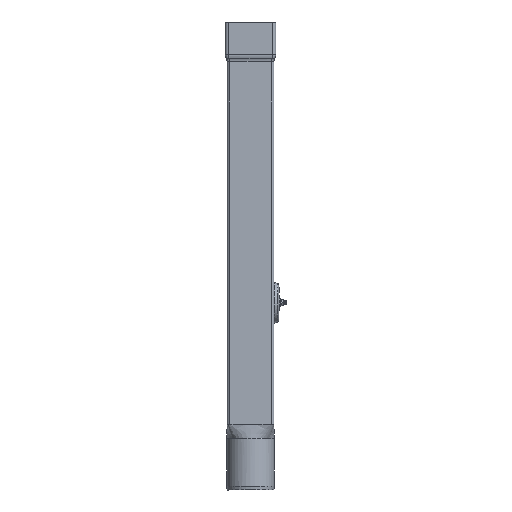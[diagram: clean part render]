
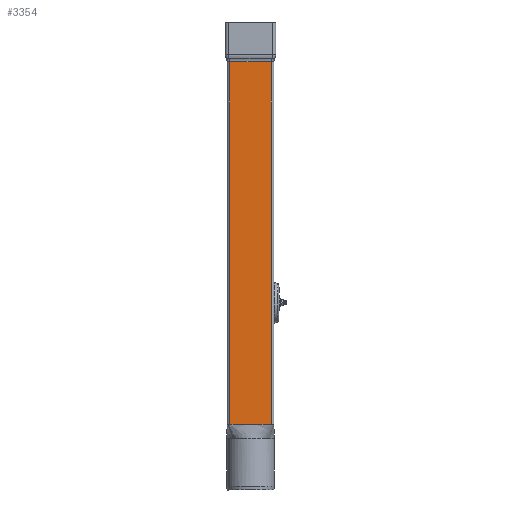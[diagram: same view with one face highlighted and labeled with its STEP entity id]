
A CAD part, left-side view. The second image highlights one B-rep face of the part: STEP entity #3354.
In plain terms, the highlighted planar face has unit normal (-1, 0, 0).
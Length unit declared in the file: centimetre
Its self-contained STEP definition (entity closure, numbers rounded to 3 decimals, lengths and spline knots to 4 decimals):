
#229=PLANE('',#4136);
#609=FACE_OUTER_BOUND('',#864,.T.);
#864=EDGE_LOOP('',(#2297,#2298,#2299,#2300,#2301,#2302));
#1118=VERTEX_POINT('',#5768);
#1119=VERTEX_POINT('',#5770);
#1194=VERTEX_POINT('',#6742);
#1195=VERTEX_POINT('',#6746);
#1196=VERTEX_POINT('',#6748);
#1197=VERTEX_POINT('',#6750);
#1473=EDGE_CURVE('',#1118,#1119,#3573,.T.);
#1602=EDGE_CURVE('',#1119,#1194,#3635,.T.);
#1604=EDGE_CURVE('',#1195,#1118,#3636,.T.);
#1605=EDGE_CURVE('',#1196,#1195,#3637,.T.);
#1606=EDGE_CURVE('',#1197,#1196,#3638,.T.);
#1607=EDGE_CURVE('',#1194,#1197,#3639,.T.);
#2297=ORIENTED_EDGE('',*,*,#1604,.F.);
#2298=ORIENTED_EDGE('',*,*,#1605,.F.);
#2299=ORIENTED_EDGE('',*,*,#1606,.F.);
#2300=ORIENTED_EDGE('',*,*,#1607,.F.);
#2301=ORIENTED_EDGE('',*,*,#1602,.F.);
#2302=ORIENTED_EDGE('',*,*,#1473,.F.);
#3354=ADVANCED_FACE('',(#609),#229,.T.);
#3573=LINE('',#5771,#3805);
#3635=LINE('',#6743,#3867);
#3636=LINE('',#6747,#3868);
#3637=LINE('',#6749,#3869);
#3638=LINE('',#6751,#3870);
#3639=LINE('',#6752,#3871);
#3805=VECTOR('',#4546,15.);
#3867=VECTOR('',#4798,10.);
#3868=VECTOR('',#4803,10.);
#3869=VECTOR('',#4804,10.);
#3870=VECTOR('',#4805,10.);
#3871=VECTOR('',#4806,10.);
#4136=AXIS2_PLACEMENT_3D('',#6745,#4801,#4802);
#4546=DIRECTION('',(0.,-1.,0.));
#4798=DIRECTION('',(0.,0.,-1.));
#4801=DIRECTION('center_axis',(-1.,0.,0.));
#4802=DIRECTION('ref_axis',(0.,1.,0.));
#4803=DIRECTION('',(0.,0.,1.));
#4804=DIRECTION('',(0.,1.,0.));
#4805=DIRECTION('',(0.,1.,0.));
#4806=DIRECTION('',(0.,1.,0.));
#5768=CARTESIAN_POINT('',(-50.,44.,914.6562));
#5770=CARTESIAN_POINT('',(-50.,-44.,914.6562));
#5771=CARTESIAN_POINT('',(-50.,53.85,914.6562));
#6742=CARTESIAN_POINT('',(-50.,-44.,140.));
#6743=CARTESIAN_POINT('',(-50.,-44.,930.));
#6745=CARTESIAN_POINT('Origin',(-50.,-50.,930.));
#6746=CARTESIAN_POINT('',(-50.,44.,140.));
#6747=CARTESIAN_POINT('',(-50.,44.,924.69));
#6748=CARTESIAN_POINT('',(-50.,13.0613,140.));
#6749=CARTESIAN_POINT('',(-50.,50.,140.));
#6750=CARTESIAN_POINT('',(-50.,-11.5436,140.));
#6751=CARTESIAN_POINT('',(-50.,50.,140.));
#6752=CARTESIAN_POINT('',(-50.,50.,140.));
